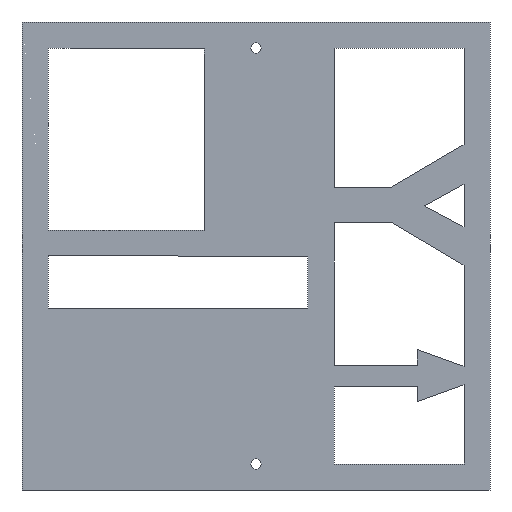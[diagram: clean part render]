
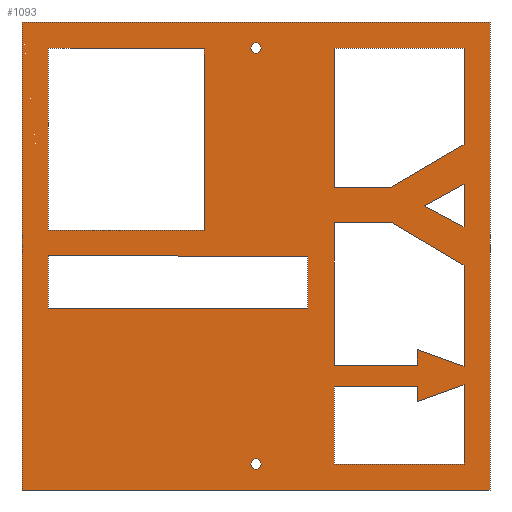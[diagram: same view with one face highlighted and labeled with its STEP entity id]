
A CAD part, front view. The second image highlights one B-rep face of the part: STEP entity #1093.
In plain terms, the highlighted planar face has unit normal (0, -1, 0).
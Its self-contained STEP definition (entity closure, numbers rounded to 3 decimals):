
#34=CIRCLE('',#1177,1.);
#35=CIRCLE('',#1178,1.);
#52=FACE_BOUND('',#145,.T.);
#53=FACE_BOUND('',#146,.T.);
#54=FACE_BOUND('',#147,.T.);
#55=FACE_BOUND('',#148,.T.);
#56=FACE_BOUND('',#149,.T.);
#57=FACE_BOUND('',#150,.T.);
#58=FACE_BOUND('',#151,.T.);
#59=FACE_BOUND('',#152,.T.);
#84=FACE_OUTER_BOUND('',#144,.T.);
#144=EDGE_LOOP('',(#766,#767,#768,#769));
#145=EDGE_LOOP('',(#770,#771,#772,#773,#774,#775,#776));
#146=EDGE_LOOP('',(#777,#778,#779,#780,#781));
#147=EDGE_LOOP('',(#782,#783,#784));
#148=EDGE_LOOP('',(#785));
#149=EDGE_LOOP('',(#786));
#150=EDGE_LOOP('',(#787,#788,#789,#790));
#151=EDGE_LOOP('',(#791,#792,#793,#794));
#152=EDGE_LOOP('',(#795,#796,#797,#798,#799,#800));
#223=LINE('',#1545,#355);
#225=LINE('',#1551,#357);
#229=LINE('',#1559,#361);
#234=LINE('',#1569,#366);
#235=LINE('',#1572,#367);
#238=LINE('',#1578,#370);
#241=LINE('',#1584,#373);
#246=LINE('',#1593,#378);
#247=LINE('',#1597,#379);
#248=LINE('',#1599,#380);
#249=LINE('',#1601,#381);
#250=LINE('',#1602,#382);
#251=LINE('',#1604,#383);
#252=LINE('',#1606,#384);
#253=LINE('',#1608,#385);
#254=LINE('',#1609,#386);
#255=LINE('',#1611,#387);
#256=LINE('',#1612,#388);
#257=LINE('',#1613,#389);
#258=LINE('',#1620,#390);
#259=LINE('',#1622,#391);
#260=LINE('',#1624,#392);
#261=LINE('',#1625,#393);
#262=LINE('',#1628,#394);
#263=LINE('',#1630,#395);
#264=LINE('',#1632,#396);
#265=LINE('',#1633,#397);
#266=LINE('',#1636,#398);
#267=LINE('',#1638,#399);
#268=LINE('',#1640,#400);
#269=LINE('',#1642,#401);
#270=LINE('',#1644,#402);
#271=LINE('',#1645,#403);
#355=VECTOR('',#1253,10.);
#357=VECTOR('',#1257,10.);
#361=VECTOR('',#1263,10.);
#366=VECTOR('',#1270,10.);
#367=VECTOR('',#1273,10.);
#370=VECTOR('',#1278,10.);
#373=VECTOR('',#1283,10.);
#378=VECTOR('',#1290,10.);
#379=VECTOR('',#1293,10.);
#380=VECTOR('',#1294,10.);
#381=VECTOR('',#1295,10.);
#382=VECTOR('',#1296,10.);
#383=VECTOR('',#1297,10.);
#384=VECTOR('',#1298,10.);
#385=VECTOR('',#1299,10.);
#386=VECTOR('',#1300,10.);
#387=VECTOR('',#1301,10.);
#388=VECTOR('',#1302,10.);
#389=VECTOR('',#1303,10.);
#390=VECTOR('',#1308,10.);
#391=VECTOR('',#1309,10.);
#392=VECTOR('',#1310,10.);
#393=VECTOR('',#1311,10.);
#394=VECTOR('',#1312,10.);
#395=VECTOR('',#1313,10.);
#396=VECTOR('',#1314,10.);
#397=VECTOR('',#1315,10.);
#398=VECTOR('',#1316,10.);
#399=VECTOR('',#1317,10.);
#400=VECTOR('',#1318,10.);
#401=VECTOR('',#1319,10.);
#402=VECTOR('',#1320,10.);
#403=VECTOR('',#1321,10.);
#485=VERTEX_POINT('',#1539);
#487=VERTEX_POINT('',#1543);
#488=VERTEX_POINT('',#1547);
#490=VERTEX_POINT('',#1550);
#492=VERTEX_POINT('',#1556);
#495=VERTEX_POINT('',#1563);
#497=VERTEX_POINT('',#1567);
#498=VERTEX_POINT('',#1571);
#500=VERTEX_POINT('',#1577);
#502=VERTEX_POINT('',#1583);
#505=VERTEX_POINT('',#1591);
#506=VERTEX_POINT('',#1595);
#507=VERTEX_POINT('',#1596);
#508=VERTEX_POINT('',#1598);
#509=VERTEX_POINT('',#1600);
#510=VERTEX_POINT('',#1603);
#511=VERTEX_POINT('',#1605);
#512=VERTEX_POINT('',#1607);
#513=VERTEX_POINT('',#1610);
#514=VERTEX_POINT('',#1614);
#515=VERTEX_POINT('',#1616);
#516=VERTEX_POINT('',#1618);
#517=VERTEX_POINT('',#1619);
#518=VERTEX_POINT('',#1621);
#519=VERTEX_POINT('',#1623);
#520=VERTEX_POINT('',#1626);
#521=VERTEX_POINT('',#1627);
#522=VERTEX_POINT('',#1629);
#523=VERTEX_POINT('',#1631);
#524=VERTEX_POINT('',#1634);
#525=VERTEX_POINT('',#1635);
#526=VERTEX_POINT('',#1637);
#527=VERTEX_POINT('',#1639);
#528=VERTEX_POINT('',#1641);
#529=VERTEX_POINT('',#1643);
#587=EDGE_CURVE('',#485,#487,#223,.T.);
#589=EDGE_CURVE('',#490,#488,#225,.T.);
#593=EDGE_CURVE('',#487,#492,#229,.T.);
#598=EDGE_CURVE('',#495,#497,#234,.T.);
#599=EDGE_CURVE('',#498,#490,#235,.T.);
#602=EDGE_CURVE('',#497,#500,#238,.T.);
#605=EDGE_CURVE('',#502,#498,#241,.T.);
#610=EDGE_CURVE('',#500,#505,#246,.T.);
#611=EDGE_CURVE('',#506,#507,#247,.T.);
#612=EDGE_CURVE('',#508,#506,#248,.T.);
#613=EDGE_CURVE('',#509,#508,#249,.T.);
#614=EDGE_CURVE('',#507,#509,#250,.T.);
#615=EDGE_CURVE('',#488,#510,#251,.T.);
#616=EDGE_CURVE('',#510,#511,#252,.T.);
#617=EDGE_CURVE('',#511,#512,#253,.T.);
#618=EDGE_CURVE('',#512,#502,#254,.T.);
#619=EDGE_CURVE('',#505,#513,#255,.T.);
#620=EDGE_CURVE('',#513,#495,#256,.T.);
#621=EDGE_CURVE('',#492,#485,#257,.T.);
#622=EDGE_CURVE('',#514,#514,#34,.T.);
#623=EDGE_CURVE('',#515,#515,#35,.T.);
#624=EDGE_CURVE('',#516,#517,#258,.T.);
#625=EDGE_CURVE('',#517,#518,#259,.T.);
#626=EDGE_CURVE('',#518,#519,#260,.T.);
#627=EDGE_CURVE('',#519,#516,#261,.T.);
#628=EDGE_CURVE('',#520,#521,#262,.T.);
#629=EDGE_CURVE('',#521,#522,#263,.T.);
#630=EDGE_CURVE('',#522,#523,#264,.T.);
#631=EDGE_CURVE('',#523,#520,#265,.T.);
#632=EDGE_CURVE('',#524,#525,#266,.T.);
#633=EDGE_CURVE('',#525,#526,#267,.T.);
#634=EDGE_CURVE('',#526,#527,#268,.T.);
#635=EDGE_CURVE('',#527,#528,#269,.T.);
#636=EDGE_CURVE('',#528,#529,#270,.T.);
#637=EDGE_CURVE('',#529,#524,#271,.T.);
#766=ORIENTED_EDGE('',*,*,#611,.F.);
#767=ORIENTED_EDGE('',*,*,#612,.F.);
#768=ORIENTED_EDGE('',*,*,#613,.F.);
#769=ORIENTED_EDGE('',*,*,#614,.F.);
#770=ORIENTED_EDGE('',*,*,#615,.T.);
#771=ORIENTED_EDGE('',*,*,#616,.T.);
#772=ORIENTED_EDGE('',*,*,#617,.T.);
#773=ORIENTED_EDGE('',*,*,#618,.T.);
#774=ORIENTED_EDGE('',*,*,#605,.T.);
#775=ORIENTED_EDGE('',*,*,#599,.T.);
#776=ORIENTED_EDGE('',*,*,#589,.T.);
#777=ORIENTED_EDGE('',*,*,#610,.T.);
#778=ORIENTED_EDGE('',*,*,#619,.T.);
#779=ORIENTED_EDGE('',*,*,#620,.T.);
#780=ORIENTED_EDGE('',*,*,#598,.T.);
#781=ORIENTED_EDGE('',*,*,#602,.T.);
#782=ORIENTED_EDGE('',*,*,#587,.T.);
#783=ORIENTED_EDGE('',*,*,#593,.T.);
#784=ORIENTED_EDGE('',*,*,#621,.T.);
#785=ORIENTED_EDGE('',*,*,#622,.F.);
#786=ORIENTED_EDGE('',*,*,#623,.F.);
#787=ORIENTED_EDGE('',*,*,#624,.T.);
#788=ORIENTED_EDGE('',*,*,#625,.T.);
#789=ORIENTED_EDGE('',*,*,#626,.T.);
#790=ORIENTED_EDGE('',*,*,#627,.T.);
#791=ORIENTED_EDGE('',*,*,#628,.T.);
#792=ORIENTED_EDGE('',*,*,#629,.T.);
#793=ORIENTED_EDGE('',*,*,#630,.T.);
#794=ORIENTED_EDGE('',*,*,#631,.T.);
#795=ORIENTED_EDGE('',*,*,#632,.T.);
#796=ORIENTED_EDGE('',*,*,#633,.T.);
#797=ORIENTED_EDGE('',*,*,#634,.T.);
#798=ORIENTED_EDGE('',*,*,#635,.T.);
#799=ORIENTED_EDGE('',*,*,#636,.T.);
#800=ORIENTED_EDGE('',*,*,#637,.T.);
#1042=PLANE('',#1176);
#1093=ADVANCED_FACE('',(#84,#52,#53,#54,#55,#56,#57,#58,#59),#1042,.F.);
#1176=AXIS2_PLACEMENT_3D('',#1594,#1291,#1292);
#1177=AXIS2_PLACEMENT_3D('',#1615,#1304,#1305);
#1178=AXIS2_PLACEMENT_3D('',#1617,#1306,#1307);
#1253=DIRECTION('',(-0.884,0.,0.468));
#1257=DIRECTION('',(0.86,0.,-0.51));
#1263=DIRECTION('',(0.877,0.,0.48));
#1270=DIRECTION('',(-0.861,0.,-0.508));
#1273=DIRECTION('',(1.,0.,0.));
#1278=DIRECTION('',(-1.,0.,0.));
#1283=DIRECTION('',(0.,0.,1.));
#1290=DIRECTION('',(0.,0.,1.));
#1291=DIRECTION('center_axis',(0.,1.,0.));
#1292=DIRECTION('ref_axis',(0.,0.,1.));
#1293=DIRECTION('',(0.,0.,-1.));
#1294=DIRECTION('',(1.,0.,0.));
#1295=DIRECTION('',(0.,0.,1.));
#1296=DIRECTION('',(-1.,0.,0.));
#1297=DIRECTION('',(0.,0.,-1.));
#1298=DIRECTION('',(-0.942,0.,0.336));
#1299=DIRECTION('',(0.,0.,-1.));
#1300=DIRECTION('',(-1.,0.,0.));
#1301=DIRECTION('',(1.,0.,0.));
#1302=DIRECTION('',(0.,0.,-1.));
#1303=DIRECTION('',(0.,0.,-1.));
#1304=DIRECTION('center_axis',(0.,-1.,0.));
#1305=DIRECTION('ref_axis',(1.,0.,0.));
#1306=DIRECTION('center_axis',(0.,-1.,0.));
#1307=DIRECTION('ref_axis',(1.,0.,0.));
#1308=DIRECTION('',(0.,0.,-1.));
#1309=DIRECTION('',(-1.,0.,0.));
#1310=DIRECTION('',(0.,0.,1.));
#1311=DIRECTION('',(1.,0.,0.));
#1312=DIRECTION('',(0.,0.,-1.));
#1313=DIRECTION('',(-1.,0.,0.));
#1314=DIRECTION('',(0.,0.,1.));
#1315=DIRECTION('',(1.,0.,0.));
#1316=DIRECTION('',(1.,0.,0.));
#1317=DIRECTION('',(0.,0.,-1.));
#1318=DIRECTION('',(0.942,0.,0.336));
#1319=DIRECTION('',(0.,0.,-1.));
#1320=DIRECTION('',(-1.,0.,0.));
#1321=DIRECTION('',(0.,0.,1.));
#1539=CARTESIAN_POINT('',(40.,0.,5.581));
#1543=CARTESIAN_POINT('',(32.373,0.,9.62));
#1545=CARTESIAN_POINT('',(35.631,0.,7.895));
#1547=CARTESIAN_POINT('',(40.,0.,-1.776));
#1550=CARTESIAN_POINT('',(26.268,0.,6.36));
#1551=CARTESIAN_POINT('',(26.334,0.,6.321));
#1556=CARTESIAN_POINT('',(40.,0.,13.798));
#1559=CARTESIAN_POINT('',(30.927,0.,8.828));
#1563=CARTESIAN_POINT('',(40.,0.,21.437));
#1567=CARTESIAN_POINT('',(25.94,0.,13.143));
#1569=CARTESIAN_POINT('',(34.194,0.,18.012));
#1571=CARTESIAN_POINT('',(15.,0.,6.36));
#1572=CARTESIAN_POINT('',(21.75,0.,6.36));
#1577=CARTESIAN_POINT('',(15.,0.,13.143));
#1578=CARTESIAN_POINT('',(27.22,0.,13.143));
#1583=CARTESIAN_POINT('',(15.,0.,-21.));
#1584=CARTESIAN_POINT('',(15.,0.,20.));
#1591=CARTESIAN_POINT('',(15.,0.,40.));
#1593=CARTESIAN_POINT('',(15.,0.,20.));
#1594=CARTESIAN_POINT('Origin',(0.,0.,0.));
#1595=CARTESIAN_POINT('',(45.,0.,45.));
#1596=CARTESIAN_POINT('',(45.,0.,-45.));
#1597=CARTESIAN_POINT('',(45.,0.,45.));
#1598=CARTESIAN_POINT('',(-45.,0.,45.));
#1599=CARTESIAN_POINT('',(-45.,0.,45.));
#1600=CARTESIAN_POINT('',(-45.,0.,-45.));
#1601=CARTESIAN_POINT('',(-45.,0.,-45.));
#1602=CARTESIAN_POINT('',(45.,0.,-45.));
#1603=CARTESIAN_POINT('',(40.,0.,-21.209));
#1604=CARTESIAN_POINT('',(40.,0.,-10.605));
#1605=CARTESIAN_POINT('',(31.,0.,-18.));
#1606=CARTESIAN_POINT('',(14.401,0.,-12.081));
#1607=CARTESIAN_POINT('',(31.,0.,-21.));
#1608=CARTESIAN_POINT('',(31.,0.,-10.5));
#1609=CARTESIAN_POINT('',(7.5,0.,-21.));
#1610=CARTESIAN_POINT('',(40.,0.,40.));
#1611=CARTESIAN_POINT('',(20.,0.,40.));
#1612=CARTESIAN_POINT('',(40.,0.,-10.605));
#1613=CARTESIAN_POINT('',(40.,0.,-10.605));
#1614=CARTESIAN_POINT('',(-1.,0.,-40.));
#1615=CARTESIAN_POINT('Origin',(0.,0.,-40.));
#1616=CARTESIAN_POINT('',(-1.,0.,40.));
#1617=CARTESIAN_POINT('Origin',(0.,0.,40.));
#1618=CARTESIAN_POINT('',(10.,0.,0.));
#1619=CARTESIAN_POINT('',(10.,0.,-10.));
#1620=CARTESIAN_POINT('',(10.,0.,-5.));
#1621=CARTESIAN_POINT('',(-40.,0.,-10.));
#1622=CARTESIAN_POINT('',(-20.,0.,-10.));
#1623=CARTESIAN_POINT('',(-40.,0.,0.));
#1624=CARTESIAN_POINT('',(-40.,0.,0.));
#1625=CARTESIAN_POINT('',(5.,0.,0.));
#1626=CARTESIAN_POINT('',(-10.,0.,40.));
#1627=CARTESIAN_POINT('',(-10.,0.,5.));
#1628=CARTESIAN_POINT('',(-10.,0.,2.5));
#1629=CARTESIAN_POINT('',(-40.,0.,5.));
#1630=CARTESIAN_POINT('',(-20.,0.,5.));
#1631=CARTESIAN_POINT('',(-40.,0.,40.));
#1632=CARTESIAN_POINT('',(-40.,0.,20.));
#1633=CARTESIAN_POINT('',(-5.,0.,40.));
#1634=CARTESIAN_POINT('',(15.,0.,-25.));
#1635=CARTESIAN_POINT('',(31.,0.,-25.));
#1636=CARTESIAN_POINT('',(15.5,0.,-25.));
#1637=CARTESIAN_POINT('',(31.,0.,-28.));
#1638=CARTESIAN_POINT('',(31.,0.,-14.));
#1639=CARTESIAN_POINT('',(40.,0.,-24.791));
#1640=CARTESIAN_POINT('',(26.178,0.,-29.72));
#1641=CARTESIAN_POINT('',(40.,0.,-40.));
#1642=CARTESIAN_POINT('',(40.,0.,-20.));
#1643=CARTESIAN_POINT('',(15.,0.,-40.));
#1644=CARTESIAN_POINT('',(7.5,0.,-40.));
#1645=CARTESIAN_POINT('',(15.,0.,-12.5));
